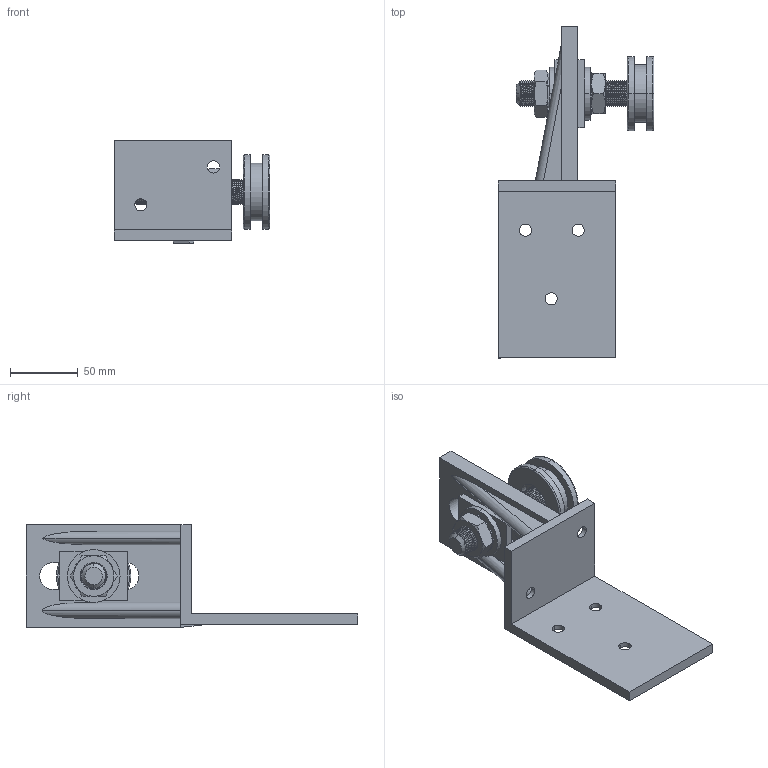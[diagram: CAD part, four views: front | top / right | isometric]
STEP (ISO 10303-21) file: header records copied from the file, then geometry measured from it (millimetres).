
FILE_DESCRIPTION (( 'STEP AP214' ), '1' );
FILE_NAME ('05337-Large Hanging Roller Assembly Grey LH 55mm.STEP', '2025-09-19T01:27:26', ( '' ), ( '' ), 'SwSTEP 2.0', 'SolidWorks 2025', '' );
FILE_SCHEMA (( 'AUTOMOTIVE_DESIGN' ));
Length unit declared in the file: millimetre
Products named in the file (12): heavy duty external retaining ring_am_B27.8M - 3DM1-16; basic internal retaining ring_am_B27.7M - 3BM1-34; 05337-Large Hanging Roller Assembly Grey LH 55mm; Part1; Guide wheel; 6202-2RS Bearing; hex nut style 3_am_B18.2.4.2M - Hex nut, Style 2,  M20 x 2.5 --D-N; flat washer narrow_am_B18.22M - Plain washer, 20 mm, narrow; external tooth lock washer_am_B18.21.2M-External Tooth Lock Washers_AM20; Roller complete; 19mm axle
Assembly tree (15 placements, depth 3):
  05337-Large Hanging Roller Assembly Grey LH 55mm
    05337-Large Hanging Roller Assembly Grey LH 55mm
    Part1  x2
    Roller complete
      19mm axle
      6202-2RS Bearing
      Guide wheel
      heavy duty external retaining ring_am_B27.8M - 3DM1-16
      basic internal retaining ring_am_B27.7M - 3BM1-34
      hex nut style 3_am_B18.2.4.2M - Hex nut, Style 2,  M20 x 2.5 --D-N  x2
      external tooth lock washer_am_B18.21.2M-External Tooth Lock Washers_AM20  x2
      flat washer narrow_am_B18.22M - Plain washer, 20 mm, narrow  x2
Bounding box: 115.17 x 245.5 x 76.01 mm (x, y, z)
Volume: 323712.2 mm3; surface area: 105435.6 mm2
Topology: 14 solids, 14 shells, 461 faces, 1202 edges, 781 vertices
Faces by surface type: cylinder 267, plane 135, cone 44, torus 12, bspline 3
Entity records: 18994 total; most frequent: CARTESIAN_POINT 10044, ORIENTED_EDGE 1918, DIRECTION 1729, EDGE_CURVE 959, AXIS2_PLACEMENT_3D 658, VERTEX_POINT 625, VECTOR 413, LINE 413
